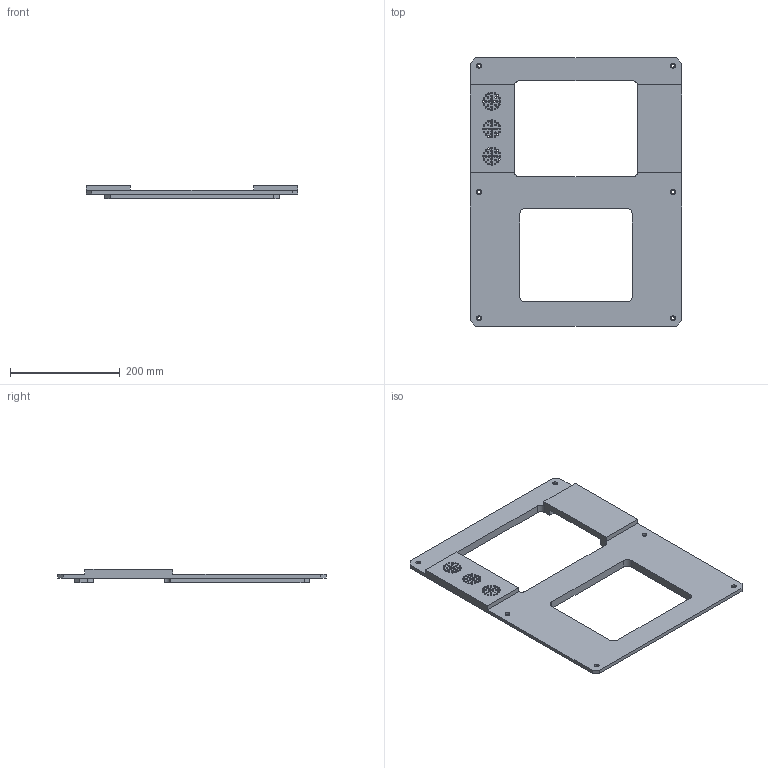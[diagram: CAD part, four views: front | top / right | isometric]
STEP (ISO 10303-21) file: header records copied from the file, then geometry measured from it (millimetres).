
FILE_DESCRIPTION(('STEP AP203'), '1');
FILE_NAME('侠柿.衙胰-149_署赅', '2017-05-26T10:18:19', ('Admin'), ('Microsoft'), 'ASCON STEP Converter 1.3', 'ASCON Math Kernel', '');
FILE_SCHEMA(('CONFIG_CONTROL_DESIGN'));
Length unit declared in the file: millimetre
Products named in the file (1): 狨岏.捙疿-1491
Bounding box: 386 x 489 x 24 mm (x, y, z)
Volume: 1146522.2 mm3; surface area: 291300 mm2
Topology: 1 solids, 1 shells, 174 faces, 497 edges, 336 vertices
Faces by surface type: cylinder 115, plane 59
Full cylindrical faces by diameter (mm): 3 x87, 5.5 x6, 9 x6
Entity records: 5765 total; most frequent: DIRECTION 978, CARTESIAN_POINT 909, ORIENTED_EDGE 796, EDGE_LOOP 468, AXIS2_PLACEMENT_3D 405, EDGE_CURVE 398, VERTEX_POINT 330, FACE_BOUND 270
